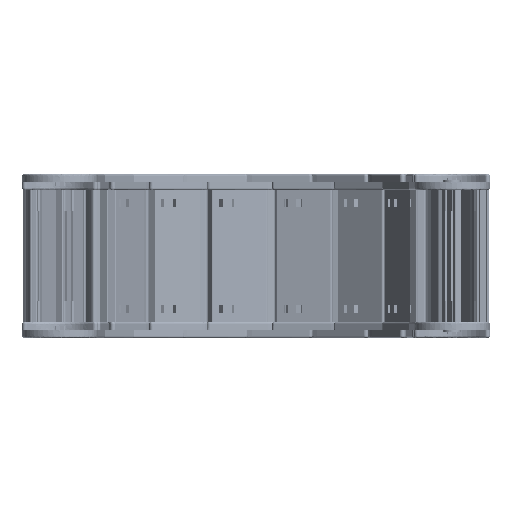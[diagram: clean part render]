
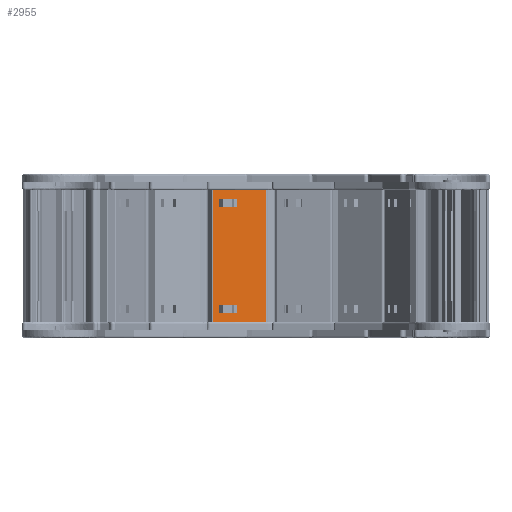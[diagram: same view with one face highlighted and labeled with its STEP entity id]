
A CAD part, left-side view. The second image highlights one B-rep face of the part: STEP entity #2955.
In plain terms, the highlighted face is planar.
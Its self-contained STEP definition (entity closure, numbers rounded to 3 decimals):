
#58 = VERTEX_POINT ( 'NONE', #25421 ) ;
#102 = DIRECTION ( 'NONE',  ( -1., 0., 0. ) ) ;
#161 = VECTOR ( 'NONE', #22926, 1000. ) ;
#167 = LINE ( 'NONE', #11391, #12625 ) ;
#193 = DIRECTION ( 'NONE',  ( 0., 0., 1. ) ) ;
#456 = VECTOR ( 'NONE', #5894, 1000. ) ;
#759 = CARTESIAN_POINT ( 'NONE',  ( -75.76, 200.254, 11.547 ) ) ;
#1011 = ORIENTED_EDGE ( 'NONE', *, *, #9878, .F. ) ;
#1131 = CARTESIAN_POINT ( 'NONE',  ( -61.76, 200.254, 5.247 ) ) ;
#1624 = CARTESIAN_POINT ( 'NONE',  ( -61.76, 200.254, 11.547 ) ) ;
#1625 = VECTOR ( 'NONE', #193, 1000. ) ;
#2270 = VERTEX_POINT ( 'NONE', #13874 ) ;
#2558 = LINE ( 'NONE', #4709, #28198 ) ;
#2858 = VECTOR ( 'NONE', #17312, 1000. ) ;
#2955 = ADVANCED_FACE ( 'NONE', ( #4957, #30575, #22467 ), #12290, .F. ) ;
#3692 = LINE ( 'NONE', #25209, #161 ) ;
#3855 = VERTEX_POINT ( 'NONE', #12301 ) ;
#4709 = CARTESIAN_POINT ( 'NONE',  ( -61.76, 200.254, 86.447 ) ) ;
#4790 = CARTESIAN_POINT ( 'NONE',  ( -39.28, 200.254, 99.497 ) ) ;
#4957 = FACE_BOUND ( 'NONE', #10633, .T. ) ;
#5088 = ORIENTED_EDGE ( 'NONE', *, *, #28563, .F. ) ;
#5155 = VECTOR ( 'NONE', #25964, 1000. ) ;
#5158 = EDGE_CURVE ( 'NONE', #12333, #58, #2558, .T. ) ;
#5225 = CARTESIAN_POINT ( 'NONE',  ( -39.28, 200.254, -82.122 ) ) ;
#5272 = VECTOR ( 'NONE', #102, 1000. ) ;
#5309 = CARTESIAN_POINT ( 'NONE',  ( -75.76, 200.254, 92.747 ) ) ;
#5761 = DIRECTION ( 'NONE',  ( 0., 0., 1. ) ) ;
#5894 = DIRECTION ( 'NONE',  ( 1., 0., 0. ) ) ;
#6087 = VECTOR ( 'NONE', #29505, 1000. ) ;
#6093 = VERTEX_POINT ( 'NONE', #6132 ) ;
#6132 = CARTESIAN_POINT ( 'NONE',  ( -75.76, 200.254, 92.747 ) ) ;
#6494 = DIRECTION ( 'NONE',  ( -1., 0., 0. ) ) ;
#8050 = DIRECTION ( 'NONE',  ( 0., 0., 1. ) ) ;
#8102 = ORIENTED_EDGE ( 'NONE', *, *, #28340, .F. ) ;
#8114 = VERTEX_POINT ( 'NONE', #1624 ) ;
#8549 = VERTEX_POINT ( 'NONE', #4790 ) ;
#8697 = LINE ( 'NONE', #29664, #2858 ) ;
#9206 = EDGE_CURVE ( 'NONE', #24411, #8549, #23044, .T. ) ;
#9307 = ORIENTED_EDGE ( 'NONE', *, *, #14629, .T. ) ;
#9704 = LINE ( 'NONE', #759, #20571 ) ;
#9878 = EDGE_CURVE ( 'NONE', #6093, #12333, #27277, .T. ) ;
#10422 = CARTESIAN_POINT ( 'NONE',  ( -75.76, 200.254, 5.247 ) ) ;
#10633 = EDGE_LOOP ( 'NONE', ( #20924, #30665, #22678, #1011 ) ) ;
#10842 = CARTESIAN_POINT ( 'NONE',  ( -39.28, 200.254, -82.122 ) ) ;
#10880 = VECTOR ( 'NONE', #28320, 1000. ) ;
#10897 = VERTEX_POINT ( 'NONE', #19109 ) ;
#11101 = CARTESIAN_POINT ( 'NONE',  ( -61.76, 200.254, 92.747 ) ) ;
#11164 = CARTESIAN_POINT ( 'NONE',  ( -39.28, 200.254, -1.503 ) ) ;
#11391 = CARTESIAN_POINT ( 'NONE',  ( -75.76, 200.254, 86.447 ) ) ;
#11467 = LINE ( 'NONE', #12281, #5272 ) ;
#11649 = ORIENTED_EDGE ( 'NONE', *, *, #9206, .F. ) ;
#12074 = LINE ( 'NONE', #11164, #10880 ) ;
#12281 = CARTESIAN_POINT ( 'NONE',  ( -61.76, 200.254, 5.247 ) ) ;
#12290 = PLANE ( 'NONE',  #24034 ) ;
#12301 = CARTESIAN_POINT ( 'NONE',  ( -75.76, 200.254, 11.547 ) ) ;
#12333 = VERTEX_POINT ( 'NONE', #26362 ) ;
#12625 = VECTOR ( 'NONE', #6494, 1000. ) ;
#12708 = LINE ( 'NONE', #23486, #6087 ) ;
#12742 = ORIENTED_EDGE ( 'NONE', *, *, #16521, .T. ) ;
#12806 = EDGE_LOOP ( 'NONE', ( #11649, #26321, #9307, #12742 ) ) ;
#13874 = CARTESIAN_POINT ( 'NONE',  ( -80.98, 200.254, -1.503 ) ) ;
#14629 = EDGE_CURVE ( 'NONE', #2270, #10897, #12708, .T. ) ;
#14819 = CARTESIAN_POINT ( 'NONE',  ( -75.76, 200.254, 5.247 ) ) ;
#16521 = EDGE_CURVE ( 'NONE', #10897, #8549, #3692, .T. ) ;
#17213 = VERTEX_POINT ( 'NONE', #1131 ) ;
#17220 = DIRECTION ( 'NONE',  ( 0., 0., -1. ) ) ;
#17312 = DIRECTION ( 'NONE',  ( 0., 0., -1. ) ) ;
#17663 = ORIENTED_EDGE ( 'NONE', *, *, #24729, .F. ) ;
#19109 = CARTESIAN_POINT ( 'NONE',  ( -80.98, 200.254, 99.497 ) ) ;
#19170 = CARTESIAN_POINT ( 'NONE',  ( -39.28, 200.254, -1.503 ) ) ;
#20571 = VECTOR ( 'NONE', #23487, 1000. ) ;
#20924 = ORIENTED_EDGE ( 'NONE', *, *, #29370, .F. ) ;
#21760 = EDGE_LOOP ( 'NONE', ( #17663, #5088, #26608, #8102 ) ) ;
#22467 = FACE_BOUND ( 'NONE', #21760, .T. ) ;
#22678 = ORIENTED_EDGE ( 'NONE', *, *, #5158, .F. ) ;
#22698 = CARTESIAN_POINT ( 'NONE',  ( -75.76, 200.254, 86.447 ) ) ;
#22926 = DIRECTION ( 'NONE',  ( 1., 0., 0. ) ) ;
#23044 = LINE ( 'NONE', #10842, #5155 ) ;
#23486 = CARTESIAN_POINT ( 'NONE',  ( -80.98, 200.254, -82.122 ) ) ;
#23487 = DIRECTION ( 'NONE',  ( 1., 0., 0. ) ) ;
#23806 = LINE ( 'NONE', #5309, #1625 ) ;
#23810 = VERTEX_POINT ( 'NONE', #22698 ) ;
#24034 = AXIS2_PLACEMENT_3D ( 'NONE', #5225, #27596, #8050 ) ;
#24411 = VERTEX_POINT ( 'NONE', #19170 ) ;
#24583 = VERTEX_POINT ( 'NONE', #14819 ) ;
#24729 = EDGE_CURVE ( 'NONE', #3855, #8114, #9704, .T. ) ;
#25209 = CARTESIAN_POINT ( 'NONE',  ( -39.28, 200.254, 99.497 ) ) ;
#25421 = CARTESIAN_POINT ( 'NONE',  ( -61.76, 200.254, 86.447 ) ) ;
#25964 = DIRECTION ( 'NONE',  ( 0., 0., 1. ) ) ;
#26321 = ORIENTED_EDGE ( 'NONE', *, *, #31445, .F. ) ;
#26362 = CARTESIAN_POINT ( 'NONE',  ( -61.76, 200.254, 92.747 ) ) ;
#26608 = ORIENTED_EDGE ( 'NONE', *, *, #26656, .F. ) ;
#26656 = EDGE_CURVE ( 'NONE', #17213, #24583, #11467, .T. ) ;
#27277 = LINE ( 'NONE', #11101, #456 ) ;
#27596 = DIRECTION ( 'NONE',  ( 0., -1., 0. ) ) ;
#27839 = EDGE_CURVE ( 'NONE', #58, #23810, #167, .T. ) ;
#28198 = VECTOR ( 'NONE', #17220, 1000. ) ;
#28320 = DIRECTION ( 'NONE',  ( 1., 0., 0. ) ) ;
#28340 = EDGE_CURVE ( 'NONE', #8114, #17213, #8697, .T. ) ;
#28563 = EDGE_CURVE ( 'NONE', #24583, #3855, #30410, .T. ) ;
#29370 = EDGE_CURVE ( 'NONE', #23810, #6093, #23806, .T. ) ;
#29505 = DIRECTION ( 'NONE',  ( 0., 0., 1. ) ) ;
#29664 = CARTESIAN_POINT ( 'NONE',  ( -61.76, 200.254, 11.547 ) ) ;
#30410 = LINE ( 'NONE', #10422, #31193 ) ;
#30575 = FACE_OUTER_BOUND ( 'NONE', #12806, .T. ) ;
#30665 = ORIENTED_EDGE ( 'NONE', *, *, #27839, .F. ) ;
#31193 = VECTOR ( 'NONE', #5761, 1000. ) ;
#31445 = EDGE_CURVE ( 'NONE', #2270, #24411, #12074, .T. ) ;
